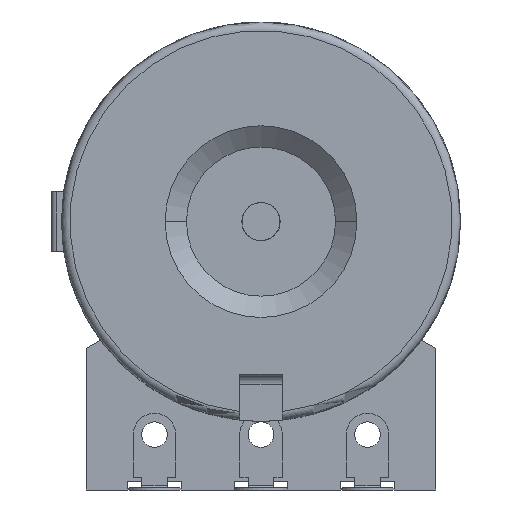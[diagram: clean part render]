
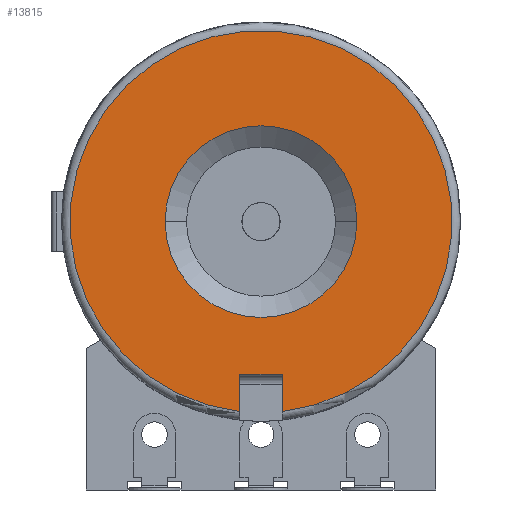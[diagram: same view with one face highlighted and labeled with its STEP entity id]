
A CAD part, front view. The second image highlights one B-rep face of the part: STEP entity #13815.
In plain terms, the highlighted planar face has unit normal (0, -1, 0).
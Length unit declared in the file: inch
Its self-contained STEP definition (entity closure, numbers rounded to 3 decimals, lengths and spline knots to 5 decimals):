
#5681=CARTESIAN_POINT('',(0.,0.,0.));
#5682=DIRECTION('',(0.,-1.,0.));
#5683=DIRECTION('',(0.111,0.,-0.994));
#5684=AXIS2_PLACEMENT_3D('',#5681,#5682,#5683);
#5700=CARTESIAN_POINT('',(-0.05,0.,-0.4457));
#5702=CARTESIAN_POINT('',(0.05,0.,-0.4457));
#5718=DIRECTION('',(0.,0.,1.));
#5719=VECTOR('',#5718,0.0872);
#5720=CARTESIAN_POINT('',(0.05,0.,-0.4457));
#5721=LINE('',#5720,#5719);
#5722=DIRECTION('',(0.,0.,1.));
#5723=VECTOR('',#5722,0.0872);
#5724=CARTESIAN_POINT('',(-0.05,0.,-0.4457));
#5725=LINE('',#5724,#5723);
#5726=CARTESIAN_POINT('',(0.,0.,0.));
#5727=DIRECTION('',(0.,1.,0.));
#5728=DIRECTION('',(1.,0.,0.));
#5729=AXIS2_PLACEMENT_3D('',#5726,#5727,#5728);
#5731=CARTESIAN_POINT('',(0.,0.,0.));
#5732=DIRECTION('',(0.,-1.,0.));
#5733=DIRECTION('',(1.,0.,0.));
#5734=AXIS2_PLACEMENT_3D('',#5731,#5732,#5733);
#5889=DIRECTION('',(1.,0.,0.));
#5890=VECTOR('',#5889,0.1);
#5891=CARTESIAN_POINT('',(-0.05,0.,-0.3585));
#5892=LINE('',#5891,#5890);
#7216=CARTESIAN_POINT('',(0.225,0.,0.));
#7218=VERTEX_POINT('',#7216);
#7228=CARTESIAN_POINT('',(-0.225,0.,0.));
#7230=VERTEX_POINT('',#7228);
#7303=VERTEX_POINT('',#5702);
#7306=VERTEX_POINT('',#5700);
#7347=CARTESIAN_POINT('',(-0.05,0.,-0.3585));
#7348=CARTESIAN_POINT('',(0.05,0.,-0.3585));
#7349=VERTEX_POINT('',#7347);
#7350=VERTEX_POINT('',#7348);
#13795=CARTESIAN_POINT('',(0.,0.,0.));
#13796=DIRECTION('',(0.,-1.,0.));
#13797=DIRECTION('',(-1.,0.,0.));
#13798=AXIS2_PLACEMENT_3D('',#13795,#13796,#13797);
#13799=PLANE('',#13798);
#13801=ORIENTED_EDGE('',*,*,#13800,.T.);
#13803=ORIENTED_EDGE('',*,*,#13802,.F.);
#13805=ORIENTED_EDGE('',*,*,#13804,.F.);
#13806=ORIENTED_EDGE('',*,*,#13783,.F.);
#13807=EDGE_LOOP('',(#13801,#13803,#13805,#13806));
#13808=FACE_OUTER_BOUND('',#13807,.F.);
#13810=ORIENTED_EDGE('',*,*,#13809,.F.);
#13812=ORIENTED_EDGE('',*,*,#13811,.T.);
#13813=EDGE_LOOP('',(#13810,#13812));
#13814=FACE_BOUND('',#13813,.F.);
#13815=ADVANCED_FACE('',(#13808,#13814),#13799,.T.);
#5685=CIRCLE('',#5684,0.4485);
#5730=CIRCLE('',#5729,0.225);
#5735=CIRCLE('',#5734,0.225);
#13783=EDGE_CURVE('',#7303,#7306,#5685,.T.);
#13800=EDGE_CURVE('',#7303,#7350,#5721,.T.);
#13802=EDGE_CURVE('',#7349,#7350,#5892,.T.);
#13804=EDGE_CURVE('',#7306,#7349,#5725,.T.);
#13809=EDGE_CURVE('',#7218,#7230,#5730,.T.);
#13811=EDGE_CURVE('',#7218,#7230,#5735,.T.);
